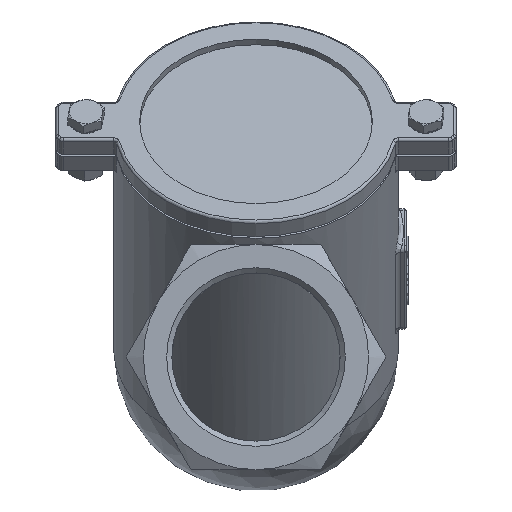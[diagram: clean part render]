
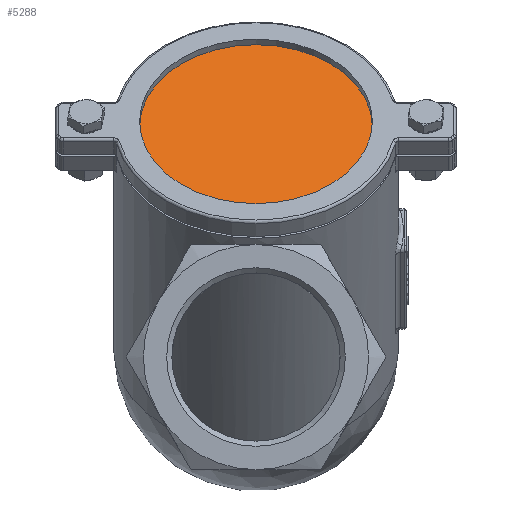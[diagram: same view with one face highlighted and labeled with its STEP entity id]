
A CAD part, top view. The second image highlights one B-rep face of the part: STEP entity #5288.
In plain terms, the highlighted face is planar.
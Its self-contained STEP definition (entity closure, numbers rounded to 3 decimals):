
#346=PLANE('',#5835);
#722=FACE_OUTER_BOUND('',#1034,.T.);
#1034=EDGE_LOOP('',(#4404));
#1963=CIRCLE('',#5834,45.);
#2417=VERTEX_POINT('',#10073);
#3112=EDGE_CURVE('',#2417,#2417,#1963,.T.);
#4404=ORIENTED_EDGE('',*,*,#3112,.F.);
#5288=ADVANCED_FACE('',(#722),#346,.T.);
#5834=AXIS2_PLACEMENT_3D('',#10075,#6985,#6986);
#5835=AXIS2_PLACEMENT_3D('',#10076,#6987,#6988);
#6985=DIRECTION('center_axis',(0.,-0.707,0.707));
#6986=DIRECTION('ref_axis',(-1.,0.,0.));
#6987=DIRECTION('center_axis',(0.,0.707,-0.707));
#6988=DIRECTION('ref_axis',(-1.,0.,0.));
#10073=CARTESIAN_POINT('',(45.,89.031,-48.09));
#10075=CARTESIAN_POINT('Origin',(0.,89.031,
-48.09));
#10076=CARTESIAN_POINT('Origin',(0.,89.031,
-48.09));
